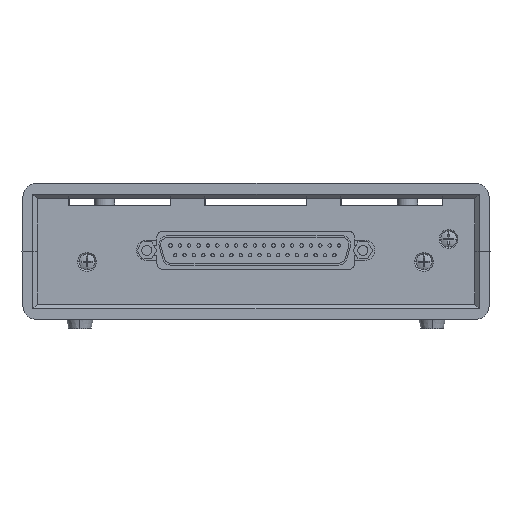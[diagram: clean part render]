
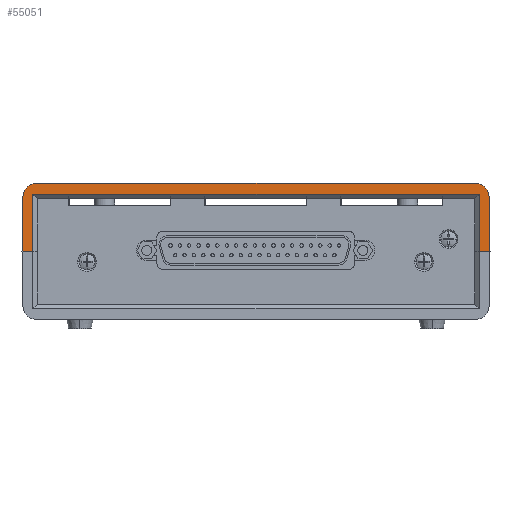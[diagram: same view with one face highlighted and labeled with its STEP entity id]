
A CAD part, left-side view. The second image highlights one B-rep face of the part: STEP entity #55051.
In plain terms, the highlighted face is planar.
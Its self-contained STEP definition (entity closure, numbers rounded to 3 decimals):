
#43633=CARTESIAN_POINT('',(119.643,19.75,-95.0));
#43634=VERTEX_POINT('',#43633);
#43641=CARTESIAN_POINT('',(116.443,19.75,-95.0));
#43642=VERTEX_POINT('',#43641);
#43643=CARTESIAN_POINT('',(119.643,19.75,-95.0));
#43644=DIRECTION('',(-1.0,0.0,0.0));
#43645=VECTOR('',#43644,3.2);
#43646=LINE('',#43643,#43645);
#43647=EDGE_CURVE('',#43634,#43642,#43646,.T.);
#43800=CARTESIAN_POINT('',(116.443,2.95,-95.0));
#43801=VERTEX_POINT('',#43800);
#43802=CARTESIAN_POINT('',(116.443,2.95,-95.0));
#43803=DIRECTION('',(0.0,1.0,0.0));
#43804=VECTOR('',#43803,16.8);
#43805=LINE('',#43802,#43804);
#43806=EDGE_CURVE('',#43801,#43642,#43805,.T.);
#49030=CARTESIAN_POINT('',(119.363,3.68,-95.0));
#49031=VERTEX_POINT('',#49030);
#49038=CARTESIAN_POINT('',(119.643,19.75,-95.0));
#49039=DIRECTION('',(-0.017,-1.,0.0));
#49040=VECTOR('',#49039,16.072);
#49041=LINE('',#49038,#49040);
#49042=EDGE_CURVE('',#43634,#49031,#49041,.T.);
#49289=CARTESIAN_POINT('',(115.363,-0.25,-95.0));
#49290=VERTEX_POINT('',#49289);
#49297=CARTESIAN_POINT('',(115.363,3.75,-95.0));
#49298=DIRECTION('',(0.0,0.0,-1.0));
#49299=DIRECTION('',(-1.0,0.0,0.0));
#49300=AXIS2_PLACEMENT_3D('',#49297,#49298,#49299);
#49301=CIRCLE('',#49300,4.0);
#49302=EDGE_CURVE('',#49031,#49290,#49301,.T.);
#49738=CARTESIAN_POINT('',(-14.657,19.75,-95.0));
#49739=VERTEX_POINT('',#49738);
#49746=CARTESIAN_POINT('',(-17.857,19.75,-95.0));
#49747=VERTEX_POINT('',#49746);
#49748=CARTESIAN_POINT('',(-17.857,19.75,-95.0));
#49749=DIRECTION('',(1.0,0.0,0.0));
#49750=VECTOR('',#49749,3.2);
#49751=LINE('',#49748,#49750);
#49752=EDGE_CURVE('',#49747,#49739,#49751,.T.);
#49905=CARTESIAN_POINT('',(-14.657,2.95,-95.0));
#49906=VERTEX_POINT('',#49905);
#49913=CARTESIAN_POINT('',(-14.657,2.95,-95.0));
#49914=DIRECTION('',(0.0,1.0,0.0));
#49915=VECTOR('',#49914,16.8);
#49916=LINE('',#49913,#49915);
#49917=EDGE_CURVE('',#49906,#49739,#49916,.T.);
#49927=CARTESIAN_POINT('',(116.443,2.95,-95.0));
#49928=DIRECTION('',(-1.0,0.0,0.0));
#49929=VECTOR('',#49928,131.1);
#49930=LINE('',#49927,#49929);
#49931=EDGE_CURVE('',#43801,#49906,#49930,.T.);
#54447=CARTESIAN_POINT('',(-13.577,-0.25,-95.0));
#54448=VERTEX_POINT('',#54447);
#54455=CARTESIAN_POINT('',(-13.577,-0.25,-95.0));
#54456=DIRECTION('',(1.0,0.0,0.0));
#54457=VECTOR('',#54456,128.94);
#54458=LINE('',#54455,#54457);
#54459=EDGE_CURVE('',#54448,#49290,#54458,.T.);
#54913=CARTESIAN_POINT('',(-17.576,3.68,-95.0));
#54914=VERTEX_POINT('',#54913);
#54915=CARTESIAN_POINT('',(-17.857,19.75,-95.0));
#54916=DIRECTION('',(0.017,-1.,0.0));
#54917=VECTOR('',#54916,16.072);
#54918=LINE('',#54915,#54917);
#54919=EDGE_CURVE('',#49747,#54914,#54918,.T.);
#55023=CARTESIAN_POINT('',(-13.577,3.75,-95.0));
#55024=DIRECTION('',(0.0,0.0,1.0));
#55025=DIRECTION('',(1.0,0.0,0.0));
#55026=AXIS2_PLACEMENT_3D('',#55023,#55024,#55025);
#55027=CIRCLE('',#55026,4.0);
#55028=EDGE_CURVE('',#54914,#54448,#55027,.T.);
#55034=CARTESIAN_POINT('',(-7.654,-7.697,-95.0));
#55035=DIRECTION('',(0.0,0.0,1.0));
#55036=DIRECTION('',(1.0,0.0,0.0));
#55037=AXIS2_PLACEMENT_3D('',#55034,#55035,#55036);
#55038=PLANE('',#55037);
#55039=ORIENTED_EDGE('',*,*,#49931,.F.);
#55040=ORIENTED_EDGE('',*,*,#43806,.T.);
#55041=ORIENTED_EDGE('',*,*,#43647,.F.);
#55042=ORIENTED_EDGE('',*,*,#49042,.T.);
#55043=ORIENTED_EDGE('',*,*,#49302,.T.);
#55044=ORIENTED_EDGE('',*,*,#54459,.F.);
#55045=ORIENTED_EDGE('',*,*,#55028,.F.);
#55046=ORIENTED_EDGE('',*,*,#54919,.F.);
#55047=ORIENTED_EDGE('',*,*,#49752,.T.);
#55048=ORIENTED_EDGE('',*,*,#49917,.F.);
#55049=EDGE_LOOP('',(#55039,#55040,#55041,#55042,#55043,#55044,#55045,#55046,#55047,#55048));
#55050=FACE_OUTER_BOUND('',#55049,.T.);
#55051=ADVANCED_FACE('',(#55050),#55038,.F.);
